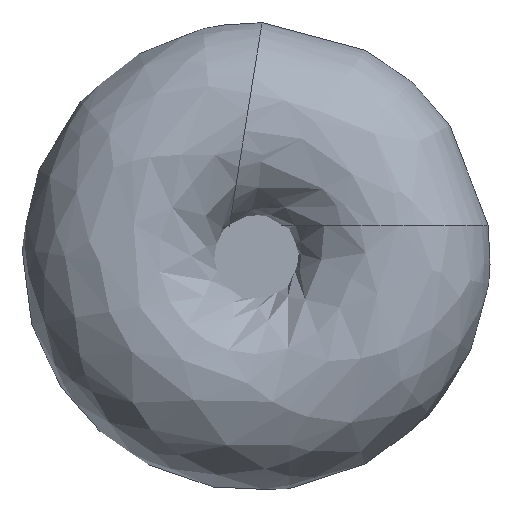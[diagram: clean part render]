
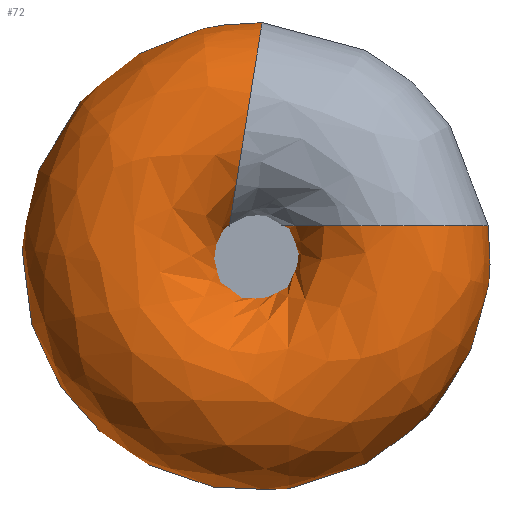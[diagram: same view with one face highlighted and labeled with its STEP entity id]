
A CAD part, left-side view. The second image highlights one B-rep face of the part: STEP entity #72.
In plain terms, the highlighted free-form (B-spline) face has degree [3, 3] with [7, 7] control points.
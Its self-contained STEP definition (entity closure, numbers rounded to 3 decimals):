
#72=ADVANCED_FACE('',(#92,#93),#90,.F.);
#90=(
BOUNDED_SURFACE()
B_SPLINE_SURFACE(3,3,((#348,#349,#350,#351,#352,#353,#354),(#355,#356,#357,
#358,#359,#360,#361),(#362,#363,#364,#365,#366,#367,#368),(#369,#370,#371,
#372,#373,#374,#375),(#376,#377,#378,#379,#380,#381,#382),(#383,#384,#385,
#386,#387,#388,#389),(#390,#391,#392,#393,#394,#395,#396)),
 .UNSPECIFIED.,.T.,.F.,.F.)
B_SPLINE_SURFACE_WITH_KNOTS((1,3,3,3,1),(4,3,4),(-0.5,0.,0.5,1.,1.5),(0.,
0.5,1.),.UNSPECIFIED.)
GEOMETRIC_REPRESENTATION_ITEM()
RATIONAL_B_SPLINE_SURFACE(((1.,0.564,0.564,1.,0.564,
0.564,1.),(0.333,0.188,0.188,
0.333,0.188,0.188,0.333),
(0.333,0.188,0.188,0.333,
0.188,0.188,0.333),(1.,0.564,
0.564,1.,0.564,0.564,1.),(0.333,
0.188,0.188,0.333,0.188,
0.188,0.333),(0.333,0.188,
0.188,0.333,0.188,0.188,
0.333),(1.,0.564,0.564,1.,0.564,
0.564,1.)))
REPRESENTATION_ITEM('')
SURFACE()
);
#92=FACE_BOUND('',#124,.T.);
#93=FACE_BOUND('',#125,.T.);
#124=EDGE_LOOP('',(#158));
#125=EDGE_LOOP('',(#159));
#158=ORIENTED_EDGE('',*,*,#209,.T.);
#159=ORIENTED_EDGE('',*,*,#210,.T.);
#192=VERTEX_POINT('',#345);
#193=VERTEX_POINT('',#347);
#209=EDGE_CURVE('',#192,#192,#226,.T.);
#210=EDGE_CURVE('',#193,#193,#227,.T.);
#226=CIRCLE('',#244,3.5);
#227=CIRCLE('',#245,3.5);
#244=AXIS2_PLACEMENT_3D('',#344,#278,#279);
#245=AXIS2_PLACEMENT_3D('',#346,#280,#281);
#278=DIRECTION('',(0.,0.987,0.159));
#279=DIRECTION('',(1.,0.,0.));
#280=DIRECTION('',(0.,0.,-1.));
#281=DIRECTION('',(1.,0.,0.));
#344=CARTESIAN_POINT('',(3.5,0.363,4.042));
#345=CARTESIAN_POINT('',(7.,0.363,4.042));
#346=CARTESIAN_POINT('',(3.5,-3.933,1.));
#347=CARTESIAN_POINT('',(7.,-3.933,1.));
#348=CARTESIAN_POINT('',(7.,-3.933,1.));
#349=CARTESIAN_POINT('',(7.,-5.043,-3.365));
#350=CARTESIAN_POINT('',(7.,-1.33,-5.914));
#351=CARTESIAN_POINT('',(7.,2.345,-3.312));
#352=CARTESIAN_POINT('',(7.,6.02,-0.709));
#353=CARTESIAN_POINT('',(7.,4.848,3.639));
#354=CARTESIAN_POINT('',(7.,0.363,4.042));
#355=CARTESIAN_POINT('',(7.,3.067,1.));
#356=CARTESIAN_POINT('',(7.,1.957,4.404));
#357=CARTESIAN_POINT('',(7.,-1.62,4.539));
#358=CARTESIAN_POINT('',(7.,-2.983,1.228));
#359=CARTESIAN_POINT('',(7.,-4.346,-2.083));
#360=CARTESIAN_POINT('',(7.,-1.71,-4.506));
#361=CARTESIAN_POINT('',(7.,1.474,-2.87));
#362=CARTESIAN_POINT('',(0.,3.067,1.));
#363=CARTESIAN_POINT('',(0.,1.957,4.404));
#364=CARTESIAN_POINT('',(0.,-1.62,4.539));
#365=CARTESIAN_POINT('',(0.,-2.983,1.228));
#366=CARTESIAN_POINT('',(0.,-4.346,-2.083));
#367=CARTESIAN_POINT('',(0.,-1.71,-4.506));
#368=CARTESIAN_POINT('',(0.,1.474,-2.87));
#369=CARTESIAN_POINT('',(0.,-3.933,1.));
#370=CARTESIAN_POINT('',(0.,-5.043,-3.365));
#371=CARTESIAN_POINT('',(0.,-1.33,-5.914));
#372=CARTESIAN_POINT('',(0.,2.345,-3.312));
#373=CARTESIAN_POINT('',(0.,6.02,-0.709));
#374=CARTESIAN_POINT('',(0.,4.848,3.639));
#375=CARTESIAN_POINT('',(0.,0.363,4.042));
#376=CARTESIAN_POINT('',(0.,-10.933,1.));
#377=CARTESIAN_POINT('',(0.,-12.043,-11.133));
#378=CARTESIAN_POINT('',(0.,-1.041,-16.367));
#379=CARTESIAN_POINT('',(0.,7.673,-7.852));
#380=CARTESIAN_POINT('',(0.,16.387,0.664));
#381=CARTESIAN_POINT('',(0.,11.407,11.783));
#382=CARTESIAN_POINT('',(0.,-0.748,10.953));
#383=CARTESIAN_POINT('',(7.,-10.933,1.));
#384=CARTESIAN_POINT('',(7.,-12.043,-11.133));
#385=CARTESIAN_POINT('',(7.,-1.041,-16.367));
#386=CARTESIAN_POINT('',(7.,7.673,-7.852));
#387=CARTESIAN_POINT('',(7.,16.387,0.664));
#388=CARTESIAN_POINT('',(7.,11.407,11.783));
#389=CARTESIAN_POINT('',(7.,-0.748,10.953));
#390=CARTESIAN_POINT('',(7.,-3.933,1.));
#391=CARTESIAN_POINT('',(7.,-5.043,-3.365));
#392=CARTESIAN_POINT('',(7.,-1.33,-5.914));
#393=CARTESIAN_POINT('',(7.,2.345,-3.312));
#394=CARTESIAN_POINT('',(7.,6.02,-0.709));
#395=CARTESIAN_POINT('',(7.,4.848,3.639));
#396=CARTESIAN_POINT('',(7.,0.363,4.042));
